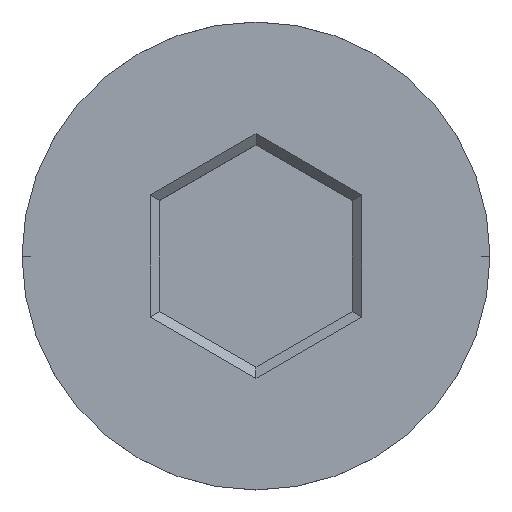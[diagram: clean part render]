
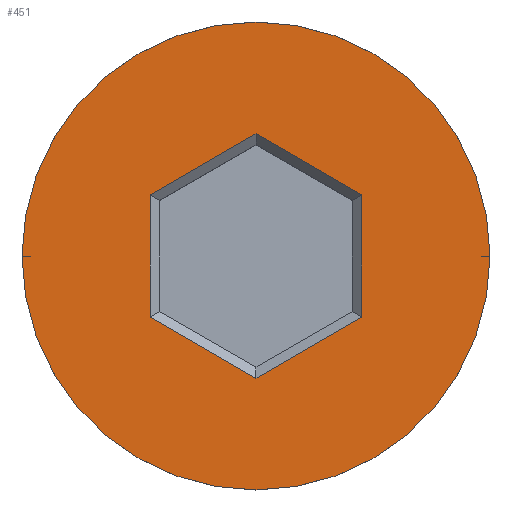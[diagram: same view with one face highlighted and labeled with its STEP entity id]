
A CAD part, top view. The second image highlights one B-rep face of the part: STEP entity #451.
In plain terms, the highlighted planar face has unit normal (0, 0, 1).
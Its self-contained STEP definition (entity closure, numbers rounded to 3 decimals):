
#25 = DIRECTION ( 'NONE',  ( 1., 0., 0. ) ) ;
#41 = CARTESIAN_POINT ( 'NONE',  ( 2.05, 1.299, 0. ) ) ;
#48 = CARTESIAN_POINT ( 'NONE',  ( 2.15, 1.241, 0. ) ) ;
#69 = DIRECTION ( 'NONE',  ( -0.866, -0.5, 0. ) ) ;
#82 = VERTEX_POINT ( 'NONE', #642 ) ;
#98 = CARTESIAN_POINT ( 'NONE',  ( -0.1, 2.425, 0. ) ) ;
#100 = DIRECTION ( 'NONE',  ( 0., -1., 0. ) ) ;
#104 = VERTEX_POINT ( 'NONE', #389 ) ;
#156 = LINE ( 'NONE', #41, #462 ) ;
#162 = DIRECTION ( 'NONE',  ( 1., 0., 0. ) ) ;
#194 = DIRECTION ( 'NONE',  ( 0., 0., 1. ) ) ;
#210 = ORIENTED_EDGE ( 'NONE', *, *, #1365, .T. ) ;
#216 = VECTOR ( 'NONE', #1186, 1000. ) ;
#297 = CARTESIAN_POINT ( 'NONE',  ( -2.15, 1.241, 0. ) ) ;
#311 = DIRECTION ( 'NONE',  ( 1., 0., 0. ) ) ;
#321 = CIRCLE ( 'NONE', #1233, 4.75 ) ;
#370 = ORIENTED_EDGE ( 'NONE', *, *, #565, .T. ) ;
#389 = CARTESIAN_POINT ( 'NONE',  ( 0., -2.483, 0. ) ) ;
#404 = VECTOR ( 'NONE', #100, 1000. ) ;
#417 = CARTESIAN_POINT ( 'NONE',  ( 0., 2.483, 0. ) ) ;
#442 = LINE ( 'NONE', #922, #512 ) ;
#447 = CARTESIAN_POINT ( 'NONE',  ( -2.15, -1.241, 0. ) ) ;
#451 = ADVANCED_FACE ( 'NONE', ( #1206, #1172 ), #1383, .T. ) ;
#462 = VECTOR ( 'NONE', #1043, 1000. ) ;
#498 = ORIENTED_EDGE ( 'NONE', *, *, #1188, .T. ) ;
#501 = CARTESIAN_POINT ( 'NONE',  ( -4.75, 0., 0. ) ) ;
#512 = VECTOR ( 'NONE', #1425, 1000. ) ;
#554 = CARTESIAN_POINT ( 'NONE',  ( 0., 0., 0. ) ) ;
#565 = EDGE_CURVE ( 'NONE', #104, #1309, #1014, .T. ) ;
#568 = LINE ( 'NONE', #98, #216 ) ;
#584 = CARTESIAN_POINT ( 'NONE',  ( 0.1, -2.425, 0. ) ) ;
#610 = CIRCLE ( 'NONE', #639, 4.75 ) ;
#639 = AXIS2_PLACEMENT_3D ( 'NONE', #660, #194, #311 ) ;
#641 = ORIENTED_EDGE ( 'NONE', *, *, #1398, .T. ) ;
#642 = CARTESIAN_POINT ( 'NONE',  ( 4.75, 0., 0. ) ) ;
#660 = CARTESIAN_POINT ( 'NONE',  ( 0., 0., 0. ) ) ;
#721 = VERTEX_POINT ( 'NONE', #297 ) ;
#756 = DIRECTION ( 'NONE',  ( -0.866, 0.5, 0. ) ) ;
#784 = EDGE_CURVE ( 'NONE', #1137, #1349, #1452, .T. ) ;
#789 = ORIENTED_EDGE ( 'NONE', *, *, #1245, .T. ) ;
#873 = EDGE_LOOP ( 'NONE', ( #370, #498, #641, #1084, #1470, #210 ) ) ;
#922 = CARTESIAN_POINT ( 'NONE',  ( -2.15, 1.126, 0. ) ) ;
#927 = CARTESIAN_POINT ( 'NONE',  ( 2.15, -1.241, 0. ) ) ;
#996 = VECTOR ( 'NONE', #69, 1000. ) ;
#1014 = LINE ( 'NONE', #1369, #1513 ) ;
#1023 = CARTESIAN_POINT ( 'NONE',  ( 0., 0., 0. ) ) ;
#1043 = DIRECTION ( 'NONE',  ( 0.866, -0.5, 0. ) ) ;
#1084 = ORIENTED_EDGE ( 'NONE', *, *, #1126, .T. ) ;
#1119 = EDGE_CURVE ( 'NONE', #82, #1448, #321, .T. ) ;
#1126 = EDGE_CURVE ( 'NONE', #1559, #1137, #156, .T. ) ;
#1137 = VERTEX_POINT ( 'NONE', #48 ) ;
#1140 = DIRECTION ( 'NONE',  ( 0., 0., 1. ) ) ;
#1172 = FACE_OUTER_BOUND ( 'NONE', #1525, .T. ) ;
#1174 = AXIS2_PLACEMENT_3D ( 'NONE', #1023, #1402, #162 ) ;
#1181 = CARTESIAN_POINT ( 'NONE',  ( 2.15, -1.126, 0. ) ) ;
#1186 = DIRECTION ( 'NONE',  ( 0.866, 0.5, 0. ) ) ;
#1188 = EDGE_CURVE ( 'NONE', #1309, #721, #442, .T. ) ;
#1206 = FACE_BOUND ( 'NONE', #873, .T. ) ;
#1233 = AXIS2_PLACEMENT_3D ( 'NONE', #554, #1140, #25 ) ;
#1245 = EDGE_CURVE ( 'NONE', #1448, #82, #610, .T. ) ;
#1293 = LINE ( 'NONE', #584, #996 ) ;
#1309 = VERTEX_POINT ( 'NONE', #447 ) ;
#1349 = VERTEX_POINT ( 'NONE', #927 ) ;
#1365 = EDGE_CURVE ( 'NONE', #1349, #104, #1293, .T. ) ;
#1369 = CARTESIAN_POINT ( 'NONE',  ( -2.05, -1.299, 0. ) ) ;
#1383 = PLANE ( 'NONE',  #1174 ) ;
#1398 = EDGE_CURVE ( 'NONE', #721, #1559, #568, .T. ) ;
#1402 = DIRECTION ( 'NONE',  ( 0., 0., 1. ) ) ;
#1425 = DIRECTION ( 'NONE',  ( 0., 1., 0. ) ) ;
#1448 = VERTEX_POINT ( 'NONE', #501 ) ;
#1452 = LINE ( 'NONE', #1181, #404 ) ;
#1470 = ORIENTED_EDGE ( 'NONE', *, *, #784, .T. ) ;
#1513 = VECTOR ( 'NONE', #756, 1000. ) ;
#1525 = EDGE_LOOP ( 'NONE', ( #1546, #789 ) ) ;
#1546 = ORIENTED_EDGE ( 'NONE', *, *, #1119, .T. ) ;
#1559 = VERTEX_POINT ( 'NONE', #417 ) ;
